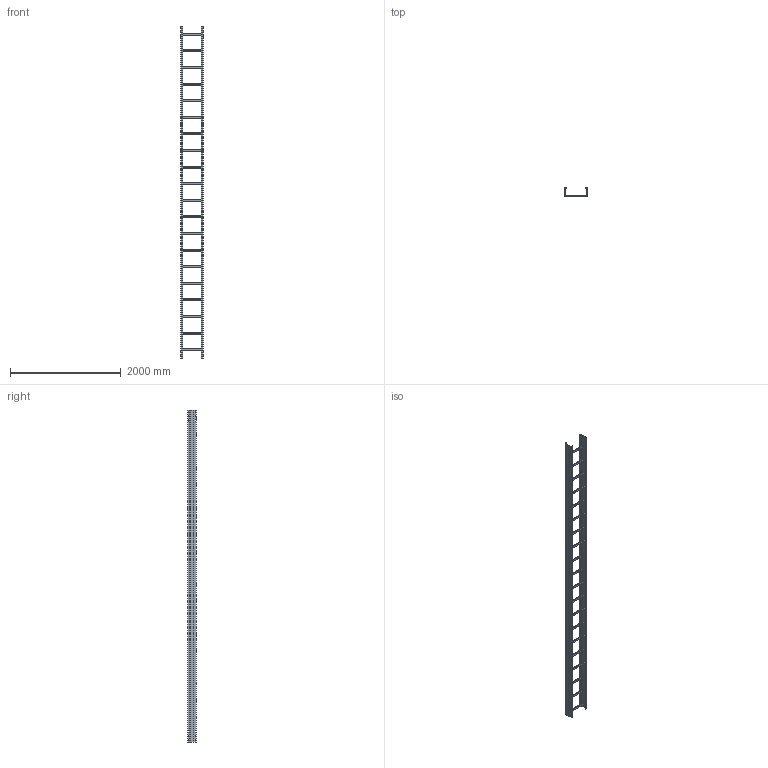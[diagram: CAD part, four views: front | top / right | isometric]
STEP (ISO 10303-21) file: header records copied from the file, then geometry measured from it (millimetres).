
FILE_DESCRIPTION((''),'2;1');
FILE_NAME('6227074_REFERENZ_ASM','2012-12-17T',('AndreasKeweloh'),(''),'PRO/ENGINEER BY PARAMETRIC TECHNOLOGY CORPORATION, 2012230','PRO/ENGINEER BY PARAMETRIC TECHNOLOGY CORPORATION, 2012230','');
FILE_SCHEMA(('CONFIG_CONTROL_DESIGN'));
Length unit declared in the file: millimetre
Products named in the file (3): 6227074_WEITSPANN-HOLM; 6227074_SPROSSE_REF; 6227074_REFERENZ_ASM
Assembly tree (22 placements, depth 2):
  6227074_REFERENZ_ASM
    6227074_WEITSPANN-HOLM  x2
    6227074_SPROSSE_REF  x20
Bounding box: 400 x 160 x 6000 mm (x, y, z)
Volume: 6246282 mm3; surface area: 6624821.5 mm2
Topology: 22 solids, 22 shells, 756 faces, 2024 edges, 1312 vertices
Faces by surface type: plane 464, cylinder 292
Entity records: 5792 total; most frequent: DIRECTION 1030, CARTESIAN_POINT 973, ORIENTED_EDGE 944, EDGE_CURVE 472, AXIS2_PLACEMENT_3D 353, VECTOR 324, LINE 324, VERTEX_POINT 296
